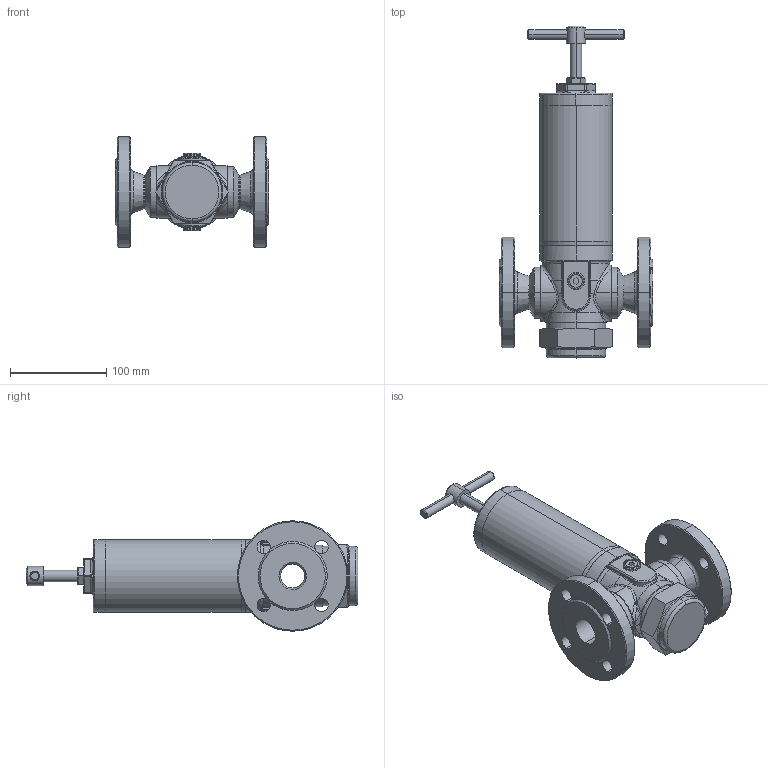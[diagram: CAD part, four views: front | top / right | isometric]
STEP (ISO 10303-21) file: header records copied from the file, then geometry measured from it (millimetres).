
FILE_DESCRIPTION (( 'STEP AP203' ), '1' );
FILE_NAME ('Typ_71-BG_II-D025G-D025G-KØ38-64.STEP', '2022-01-04T06:08:44', ( '' ), ( '' ), 'SwSTEP 2.0', 'SolidWorks 2016', '' );
FILE_SCHEMA (( 'CONFIG_CONTROL_DESIGN' ));
Length unit declared in the file: millimetre
Products named in the file (1): Typ_71-BG_II-D025G-D025G-KØ38-64
Bounding box: 160 x 345.6 x 115 mm (x, y, z)
Volume: 650059 mm3; surface area: 227546.7 mm2
Topology: 10 solids, 10 shells, 524 faces, 1214 edges, 717 vertices
Faces by surface type: cylinder 159, cone 130, plane 96, torus 77, bspline 62
Entity records: 18684 total; most frequent: CARTESIAN_POINT 7066, DIRECTION 2445, ORIENTED_EDGE 2416, EDGE_CURVE 1208, AXIS2_PLACEMENT_3D 1052, VERTEX_POINT 717, CIRCLE 589, EDGE_LOOP 573
